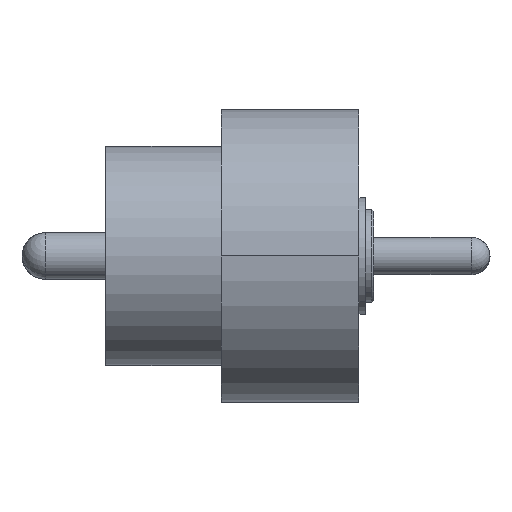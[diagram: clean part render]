
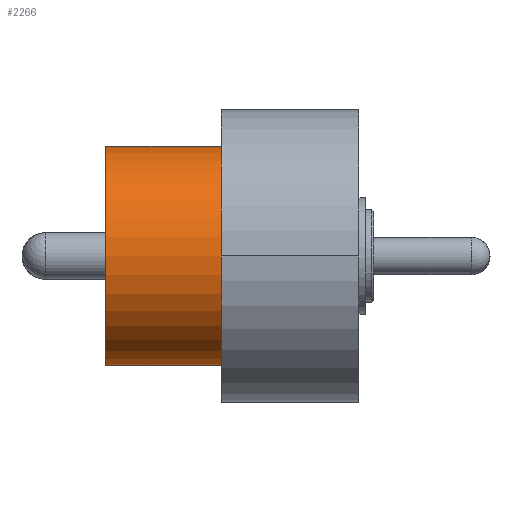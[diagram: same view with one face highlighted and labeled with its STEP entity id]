
A CAD part, left-side view. The second image highlights one B-rep face of the part: STEP entity #2266.
In plain terms, the highlighted cylindrical face has radius 2.995 mm (diameter 5.99 mm), a partial arc.
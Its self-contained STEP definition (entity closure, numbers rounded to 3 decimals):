
#35 = VECTOR ( 'NONE', #1488, 1000. ) ;
#57 = CYLINDRICAL_SURFACE ( 'NONE', #1770, 2.995 ) ;
#83 = VERTEX_POINT ( 'NONE', #2283 ) ;
#260 = DIRECTION ( 'NONE',  ( 0., -1., 0. ) ) ;
#459 = FACE_OUTER_BOUND ( 'NONE', #933, .T. ) ;
#472 = ORIENTED_EDGE ( 'NONE', *, *, #2143, .F. ) ;
#637 = CARTESIAN_POINT ( 'NONE',  ( -0.245, 3.76, -7.073 ) ) ;
#677 = VERTEX_POINT ( 'NONE', #637 ) ;
#771 = EDGE_CURVE ( 'NONE', #1398, #677, #1849, .T. ) ;
#775 = DIRECTION ( 'NONE',  ( 0., -1., 0. ) ) ;
#886 = CARTESIAN_POINT ( 'NONE',  ( -0.245, 3.76, -4.078 ) ) ;
#933 = EDGE_LOOP ( 'NONE', ( #2203, #472, #1834, #1981 ) ) ;
#1041 = VECTOR ( 'NONE', #775, 1000. ) ;
#1205 = CARTESIAN_POINT ( 'NONE',  ( -0.245, 6.91, -4.078 ) ) ;
#1212 = EDGE_CURVE ( 'NONE', #677, #1353, #2323, .T. ) ;
#1294 = AXIS2_PLACEMENT_3D ( 'NONE', #886, #2310, #1432 ) ;
#1333 = CARTESIAN_POINT ( 'NONE',  ( -0.245, 6.91, -4.078 ) ) ;
#1353 = VERTEX_POINT ( 'NONE', #2017 ) ;
#1398 = VERTEX_POINT ( 'NONE', #1671 ) ;
#1432 = DIRECTION ( 'NONE',  ( 0., 0., 1. ) ) ;
#1488 = DIRECTION ( 'NONE',  ( 0., -1., 0. ) ) ;
#1567 = DIRECTION ( 'NONE',  ( 0., 1., 0. ) ) ;
#1633 = CARTESIAN_POINT ( 'NONE',  ( -0.245, 6.91, -7.073 ) ) ;
#1671 = CARTESIAN_POINT ( 'NONE',  ( -0.245, 6.91, -7.073 ) ) ;
#1770 = AXIS2_PLACEMENT_3D ( 'NONE', #1333, #260, #2034 ) ;
#1807 = EDGE_CURVE ( 'NONE', #1398, #83, #2221, .T. ) ;
#1834 = ORIENTED_EDGE ( 'NONE', *, *, #1807, .F. ) ;
#1849 = LINE ( 'NONE', #1633, #1041 ) ;
#1981 = ORIENTED_EDGE ( 'NONE', *, *, #771, .T. ) ;
#2017 = CARTESIAN_POINT ( 'NONE',  ( -0.245, 3.76, -1.083 ) ) ;
#2034 = DIRECTION ( 'NONE',  ( 0., 0., -1. ) ) ;
#2052 = AXIS2_PLACEMENT_3D ( 'NONE', #1205, #1567, #2307 ) ;
#2068 = LINE ( 'NONE', #2214, #35 ) ;
#2143 = EDGE_CURVE ( 'NONE', #83, #1353, #2068, .T. ) ;
#2203 = ORIENTED_EDGE ( 'NONE', *, *, #1212, .T. ) ;
#2214 = CARTESIAN_POINT ( 'NONE',  ( -0.245, 6.91, -1.083 ) ) ;
#2221 = CIRCLE ( 'NONE', #2052, 2.995 ) ;
#2266 = ADVANCED_FACE ( 'NONE', ( #459 ), #57, .T. ) ;
#2283 = CARTESIAN_POINT ( 'NONE',  ( -0.245, 6.91, -1.083 ) ) ;
#2307 = DIRECTION ( 'NONE',  ( 0., 0., 1. ) ) ;
#2310 = DIRECTION ( 'NONE',  ( 0., 1., 0. ) ) ;
#2323 = CIRCLE ( 'NONE', #1294, 2.995 ) ;
